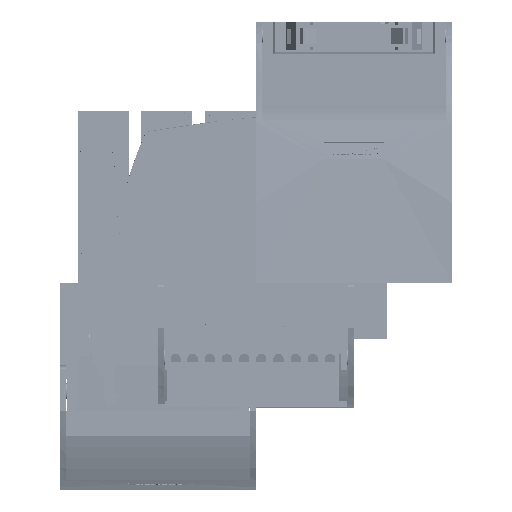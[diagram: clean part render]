
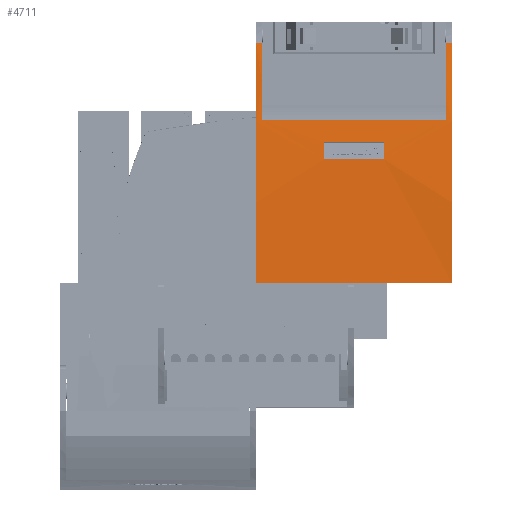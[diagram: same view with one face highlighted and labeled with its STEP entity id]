
A CAD part, top view. The second image highlights one B-rep face of the part: STEP entity #4711.
In plain terms, the highlighted cylindrical face has radius 400 mm (diameter 800 mm), a partial arc.
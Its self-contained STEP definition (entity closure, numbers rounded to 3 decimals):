
#4711 = ADVANCED_FACE( '', ( #10753, #10754 ), #10755, .T. );
#10753 = FACE_OUTER_BOUND( '', #17983, .T. );
#10754 = FACE_BOUND( '', #17984, .T. );
#10755 = CYLINDRICAL_SURFACE( '', #17985, 400. );
#17983 = EDGE_LOOP( '', ( #32429, #32430, #32431, #32432, #32433, #32434, #32435, #32436 ) );
#17984 = EDGE_LOOP( '', ( #32437, #32438, #32439, #32440 ) );
#17985 = AXIS2_PLACEMENT_3D( '', #32441, #32442, #32443 );
#32429 = ORIENTED_EDGE( '', *, *, #45733, .F. );
#32430 = ORIENTED_EDGE( '', *, *, #40923, .T. );
#32431 = ORIENTED_EDGE( '', *, *, #45524, .F. );
#32432 = ORIENTED_EDGE( '', *, *, #43696, .T. );
#32433 = ORIENTED_EDGE( '', *, *, #45734, .T. );
#32434 = ORIENTED_EDGE( '', *, *, #43685, .F. );
#32435 = ORIENTED_EDGE( '', *, *, #42847, .F. );
#32436 = ORIENTED_EDGE( '', *, *, #45735, .T. );
#32437 = ORIENTED_EDGE( '', *, *, #43468, .F. );
#32438 = ORIENTED_EDGE( '', *, *, #41886, .T. );
#32439 = ORIENTED_EDGE( '', *, *, #44381, .T. );
#32440 = ORIENTED_EDGE( '', *, *, #45736, .F. );
#32441 = CARTESIAN_POINT( '', ( 28.5, 363.9, -37. ) );
#32442 = DIRECTION( '', ( -1., 0., 0. ) );
#32443 = DIRECTION( '', ( 0., 0., 1. ) );
#40923 = EDGE_CURVE( '', #47857, #47855, #47858, .T. );
#41886 = EDGE_CURVE( '', #49540, #49538, #49541, .T. );
#42847 = EDGE_CURVE( '', #51149, #51151, #51152, .T. );
#43468 = EDGE_CURVE( '', #49540, #52135, #52136, .T. );
#43685 = EDGE_CURVE( '', #51151, #52473, #52474, .T. );
#43696 = EDGE_CURVE( '', #52487, #52489, #52491, .T. );
#44381 = EDGE_CURVE( '', #49538, #53537, #53538, .T. );
#45524 = EDGE_CURVE( '', #52487, #47855, #55219, .T. );
#45733 = EDGE_CURVE( '', #47857, #55488, #55489, .T. );
#45734 = EDGE_CURVE( '', #52489, #52473, #55490, .T. );
#45735 = EDGE_CURVE( '', #51149, #55488, #55491, .T. );
#45736 = EDGE_CURVE( '', #52135, #53537, #55492, .T. );
#47855 = VERTEX_POINT( '', #58269 );
#47857 = VERTEX_POINT( '', #58271 );
#47858 = LINE( '', #58272, #58273 );
#49538 = VERTEX_POINT( '', #61591 );
#49540 = VERTEX_POINT( '', #61594 );
#49541 = LINE( '', #61595, #61596 );
#51149 = VERTEX_POINT( '', #64516 );
#51151 = VERTEX_POINT( '', #64518 );
#51152 = CIRCLE( '', #64519, 400. );
#52135 = VERTEX_POINT( '', #66130 );
#52136 = CIRCLE( '', #66131, 400. );
#52473 = VERTEX_POINT( '', #66911 );
#52474 = LINE( '', #66912, #66913 );
#52487 = VERTEX_POINT( '', #66932 );
#52489 = VERTEX_POINT( '', #66934 );
#52491 = LINE( '', #66936, #66937 );
#53537 = VERTEX_POINT( '', #68625 );
#53538 = CIRCLE( '', #68626, 400. );
#55219 = ELLIPSE( '', #71906, 400.015, 400. );
#55488 = VERTEX_POINT( '', #72314 );
#55489 = ELLIPSE( '', #72315, 400.015, 400. );
#55490 = CIRCLE( '', #72316, 400. );
#55491 = LINE( '', #72317, #72318 );
#55492 = LINE( '', #72319, #72320 );
#58269 = CARTESIAN_POINT( '', ( -26.876, -33.27, 10.5 ) );
#58271 = CARTESIAN_POINT( '', ( 26.876, -33.27, 10.5 ) );
#58272 = CARTESIAN_POINT( '', ( 26.7, -33.27, 10.5 ) );
#58273 = VECTOR( '', #75980, 1000. );
#61591 = CARTESIAN_POINT( '', ( -8.75, -34.477, -1.007 ) );
#61594 = CARTESIAN_POINT( '', ( 8.75, -34.477, -1.007 ) );
#61595 = CARTESIAN_POINT( '', ( 8.75, -34.477, -1.007 ) );
#61596 = VECTOR( '', #76820, 1000. );
#64516 = CARTESIAN_POINT( '', ( 28.5, -29.927, 33. ) );
#64518 = CARTESIAN_POINT( '', ( 28.5, -36.1, -37. ) );
#64519 = AXIS2_PLACEMENT_3D( '', #77685, #77686, #77687 );
#66130 = CARTESIAN_POINT( '', ( 8.75, -34., 3.938 ) );
#66131 = AXIS2_PLACEMENT_3D( '', #78249, #78250, #78251 );
#66911 = CARTESIAN_POINT( '', ( -28.5, -36.1, -37. ) );
#66912 = CARTESIAN_POINT( '', ( 28.5, -36.1, -37. ) );
#66913 = VECTOR( '', #78428, 1000. );
#66932 = CARTESIAN_POINT( '', ( -26.847, -29.927, 33. ) );
#66934 = CARTESIAN_POINT( '', ( -28.5, -29.927, 33. ) );
#66936 = CARTESIAN_POINT( '', ( 28.5, -29.927, 33. ) );
#66937 = VECTOR( '', #78441, 1000. );
#68625 = CARTESIAN_POINT( '', ( -8.75, -34., 3.938 ) );
#68626 = AXIS2_PLACEMENT_3D( '', #79043, #79044, #79045 );
#71906 = AXIS2_PLACEMENT_3D( '', #80208, #80209, #80210 );
#72314 = CARTESIAN_POINT( '', ( 26.847, -29.927, 33. ) );
#72315 = AXIS2_PLACEMENT_3D( '', #80359, #80360, #80361 );
#72316 = AXIS2_PLACEMENT_3D( '', #80362, #80363, #80364 );
#72317 = CARTESIAN_POINT( '', ( 28.5, -29.927, 33. ) );
#72318 = VECTOR( '', #80365, 1000. );
#72319 = CARTESIAN_POINT( '', ( 8.75, -34., 3.938 ) );
#72320 = VECTOR( '', #80366, 1000. );
#75980 = DIRECTION( '', ( -1., 0., 0. ) );
#76820 = DIRECTION( '', ( -1., 0., 0. ) );
#77685 = CARTESIAN_POINT( '', ( 28.5, 363.9, -37. ) );
#77686 = DIRECTION( '', ( 1., 0., 0. ) );
#77687 = DIRECTION( '', ( 0., 1., 0. ) );
#78249 = CARTESIAN_POINT( '', ( 8.75, 363.9, -37. ) );
#78250 = DIRECTION( '', ( -1., 0., 0. ) );
#78251 = DIRECTION( '', ( 0., 1., 0. ) );
#78428 = DIRECTION( '', ( -1., 0., 0. ) );
#78441 = DIRECTION( '', ( -1., 0., 0. ) );
#79043 = CARTESIAN_POINT( '', ( -8.75, 363.9, -37. ) );
#79044 = DIRECTION( '', ( -1., 0., 0. ) );
#79045 = DIRECTION( '', ( 0., 1., 0. ) );
#80208 = CARTESIAN_POINT( '', ( -23.41, 363.9, -37. ) );
#80209 = DIRECTION( '', ( 1., -0.009, 0. ) );
#80210 = DIRECTION( '', ( -0.009, -1., 0. ) );
#80359 = CARTESIAN_POINT( '', ( 23.41, 363.9, -37. ) );
#80360 = DIRECTION( '', ( -1., -0.009, 0. ) );
#80361 = DIRECTION( '', ( -0.009, 1., 0. ) );
#80362 = CARTESIAN_POINT( '', ( -28.5, 363.9, -37. ) );
#80363 = DIRECTION( '', ( 1., 0., 0. ) );
#80364 = DIRECTION( '', ( 0., 1., 0. ) );
#80365 = DIRECTION( '', ( -1., 0., 0. ) );
#80366 = DIRECTION( '', ( -1., 0., 0. ) );
